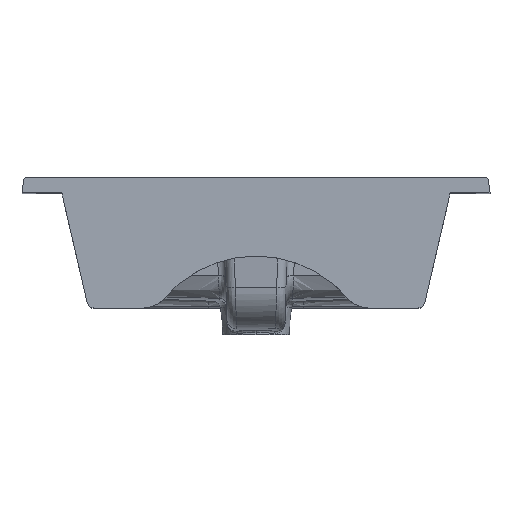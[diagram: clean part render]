
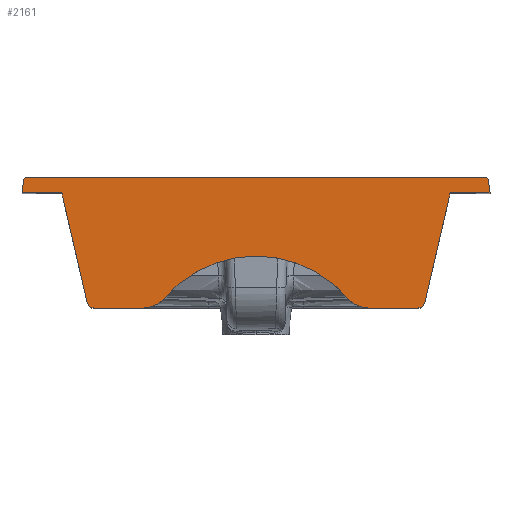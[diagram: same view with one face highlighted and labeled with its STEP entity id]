
A CAD part, top view. The second image highlights one B-rep face of the part: STEP entity #2161.
In plain terms, the highlighted planar face has unit normal (0, 0, 1).
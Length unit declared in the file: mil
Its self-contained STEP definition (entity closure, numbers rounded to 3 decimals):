
#85 = EDGE_CURVE ( 'NONE', #24837, #10491, #24023, .T. ) ;
#139 = AXIS2_PLACEMENT_3D ( 'NONE', #3558, #11369, #19223 ) ;
#507 = LINE ( 'NONE', #8361, #19735 ) ;
#1028 = DIRECTION ( 'NONE',  ( -0.225, 0.974, 0. ) ) ;
#1062 = DIRECTION ( 'NONE',  ( 0., -1., 0. ) ) ;
#1165 = AXIS2_PLACEMENT_3D ( 'NONE', #7065, #14900, #22735 ) ;
#1195 = CARTESIAN_POINT ( 'NONE',  ( 4786.987, -301.894, 6263.437 ) ) ;
#1204 = CIRCLE ( 'NONE', #1165, 314.961 ) ;
#1475 = AXIS2_PLACEMENT_3D ( 'NONE', #12709, #20547, #2958 ) ;
#1496 = CIRCLE ( 'NONE', #1475, 314.961 ) ;
#1904 = VERTEX_POINT ( 'NONE', #10779 ) ;
#2161 = ADVANCED_FACE ( 'NONE', ( #9915 ), #9763, .T. ) ;
#2162 = EDGE_CURVE ( 'NONE', #20571, #17508, #21117, .T. ) ;
#2599 = ORIENTED_EDGE ( 'NONE', *, *, #85, .T. ) ;
#2659 = ORIENTED_EDGE ( 'NONE', *, *, #24089, .T. ) ;
#2958 = DIRECTION ( 'NONE',  ( 0., -1., 0. ) ) ;
#3196 = ORIENTED_EDGE ( 'NONE', *, *, #4180, .T. ) ;
#3536 = DIRECTION ( 'NONE',  ( 0., -1., 0. ) ) ;
#3558 = CARTESIAN_POINT ( 'NONE',  ( 4786.987, 879.208, 6263.437 ) ) ;
#3568 = LINE ( 'NONE', #11377, #15583 ) ;
#3572 = DIRECTION ( 'NONE',  ( 0., 0., 1. ) ) ;
#3632 = CARTESIAN_POINT ( 'NONE',  ( 9702.995, 5089.05, 6263.437 ) ) ;
#3677 = EDGE_CURVE ( 'NONE', #12783, #5010, #8033, .T. ) ;
#3892 = CARTESIAN_POINT ( 'NONE',  ( 9925.254, 4577.239, 6263.437 ) ) ;
#3921 = DIRECTION ( 'NONE',  ( 0.123, -0.992, 0. ) ) ;
#4180 = EDGE_CURVE ( 'NONE', #23882, #15883, #20442, .T. ) ;
#4372 = CARTESIAN_POINT ( 'NONE',  ( 6855.691, -301.894, 6263.437 ) ) ;
#4458 = EDGE_CURVE ( 'NONE', #23882, #17508, #19489, .T. ) ;
#5010 = VERTEX_POINT ( 'NONE', #7651 ) ;
#5141 = VERTEX_POINT ( 'NONE', #17658 ) ;
#5649 = CARTESIAN_POINT ( 'NONE',  ( 0., -3215.28, 6263.437 ) ) ;
#6485 = LINE ( 'NONE', #14298, #18286 ) ;
#6577 = CARTESIAN_POINT ( 'NONE',  ( -3937.008, 5246.53, 6263.437 ) ) ;
#6793 = AXIS2_PLACEMENT_3D ( 'NONE', #5649, #13466, #21304 ) ;
#6894 = ORIENTED_EDGE ( 'NONE', *, *, #20972, .T. ) ;
#7065 = CARTESIAN_POINT ( 'NONE',  ( 6855.691, 13.067, 6263.437 ) ) ;
#7334 = VECTOR ( 'NONE', #23700, 39370.079 ) ;
#7370 = DIRECTION ( 'NONE',  ( 1., 0., 0. ) ) ;
#7651 = CARTESIAN_POINT ( 'NONE',  ( 8233.461, 4577.239, 6263.437 ) ) ;
#7666 = ORIENTED_EDGE ( 'NONE', *, *, #21139, .T. ) ;
#8033 = LINE ( 'NONE', #15862, #7334 ) ;
#8044 = EDGE_CURVE ( 'NONE', #17701, #18833, #17122, .T. ) ;
#8218 = CARTESIAN_POINT ( 'NONE',  ( -4786.987, -301.894, 6263.437 ) ) ;
#8361 = CARTESIAN_POINT ( 'NONE',  ( -6737.398, -301.894, 6263.437 ) ) ;
#8922 = LINE ( 'NONE', #16757, #17654 ) ;
#9399 = VERTEX_POINT ( 'NONE', #3892 ) ;
#9514 = CARTESIAN_POINT ( 'NONE',  ( -8233.461, 4577.239, 6263.437 ) ) ;
#9603 = DIRECTION ( 'NONE',  ( 0., -1., 0. ) ) ;
#9639 = DIRECTION ( 'NONE',  ( 0., 0., 1. ) ) ;
#9665 = CARTESIAN_POINT ( 'NONE',  ( -4786.987, 879.208, 6263.437 ) ) ;
#9669 = DIRECTION ( 'NONE',  ( 0., -1., 0. ) ) ;
#9724 = DIRECTION ( 'NONE',  ( 0., 0., 1. ) ) ;
#9760 = CARTESIAN_POINT ( 'NONE',  ( 0., 1264.71, 6263.437 ) ) ;
#9763 = PLANE ( 'NONE',  #21134 ) ;
#9784 = CARTESIAN_POINT ( 'NONE',  ( 3889.427, 111.492, 6263.437 ) ) ;
#9915 = FACE_OUTER_BOUND ( 'NONE', #19508, .T. ) ;
#10446 = CARTESIAN_POINT ( 'NONE',  ( 7162.567, -57.834, 6263.437 ) ) ;
#10491 = VERTEX_POINT ( 'NONE', #13157 ) ;
#10773 = LINE ( 'NONE', #18635, #22820 ) ;
#10779 = CARTESIAN_POINT ( 'NONE',  ( -9859.275, 5108.46, 6263.437 ) ) ;
#10803 = CARTESIAN_POINT ( 'NONE',  ( -9702.995, 5089.05, 6263.437 ) ) ;
#10987 = CARTESIAN_POINT ( 'NONE',  ( -9702.995, 5246.53, 6263.437 ) ) ;
#11334 = VECTOR ( 'NONE', #7370, 39370.079 ) ;
#11369 = DIRECTION ( 'NONE',  ( 0., 0., 1. ) ) ;
#11377 = CARTESIAN_POINT ( 'NONE',  ( -10206.068, 2316.289, 6263.437 ) ) ;
#12457 = EDGE_CURVE ( 'NONE', #1904, #17701, #3568, .T. ) ;
#12709 = CARTESIAN_POINT ( 'NONE',  ( -6855.691, 13.067, 6263.437 ) ) ;
#12783 = VERTEX_POINT ( 'NONE', #10446 ) ;
#13099 = AXIS2_PLACEMENT_3D ( 'NONE', #9665, #9639, #9603 ) ;
#13115 = EDGE_CURVE ( 'NONE', #21842, #1904, #20937, .T. ) ;
#13157 = CARTESIAN_POINT ( 'NONE',  ( 9702.995, 5246.53, 6263.437 ) ) ;
#13466 = DIRECTION ( 'NONE',  ( 0., 0., 1. ) ) ;
#13468 = EDGE_CURVE ( 'NONE', #15883, #17509, #507, .T. ) ;
#13578 = EDGE_CURVE ( 'NONE', #5141, #18833, #10773, .T. ) ;
#13675 = LINE ( 'NONE', #21509, #21515 ) ;
#13794 = VECTOR ( 'NONE', #14395, 39370.079 ) ;
#13824 = ORIENTED_EDGE ( 'NONE', *, *, #13578, .F. ) ;
#14022 = EDGE_CURVE ( 'NONE', #10491, #21842, #24165, .T. ) ;
#14077 = ORIENTED_EDGE ( 'NONE', *, *, #18115, .F. ) ;
#14298 = CARTESIAN_POINT ( 'NONE',  ( -6737.398, -301.894, 6263.437 ) ) ;
#14395 = DIRECTION ( 'NONE',  ( -1., 0., 0. ) ) ;
#14751 = ORIENTED_EDGE ( 'NONE', *, *, #3677, .T. ) ;
#14852 = ORIENTED_EDGE ( 'NONE', *, *, #14022, .T. ) ;
#14900 = DIRECTION ( 'NONE',  ( 0., 0., 1. ) ) ;
#15251 = ORIENTED_EDGE ( 'NONE', *, *, #13115, .T. ) ;
#15583 = VECTOR ( 'NONE', #19232, 39370.079 ) ;
#15862 = CARTESIAN_POINT ( 'NONE',  ( 9276.014, 9089.642, 6263.437 ) ) ;
#15883 = VERTEX_POINT ( 'NONE', #1195 ) ;
#16189 = DIRECTION ( 'NONE',  ( 1., 0., 0. ) ) ;
#16500 = VERTEX_POINT ( 'NONE', #22367 ) ;
#16757 = CARTESIAN_POINT ( 'NONE',  ( 0., 4577.239, 6263.437 ) ) ;
#17122 = LINE ( 'NONE', #24975, #11334 ) ;
#17508 = VERTEX_POINT ( 'NONE', #21961 ) ;
#17509 = VERTEX_POINT ( 'NONE', #4372 ) ;
#17654 = VECTOR ( 'NONE', #24610, 39370.079 ) ;
#17658 = CARTESIAN_POINT ( 'NONE',  ( -7162.567, -57.834, 6263.437 ) ) ;
#17701 = VERTEX_POINT ( 'NONE', #24400 ) ;
#18049 = AXIS2_PLACEMENT_3D ( 'NONE', #10803, #18667, #1062 ) ;
#18115 = EDGE_CURVE ( 'NONE', #24837, #9399, #13675, .T. ) ;
#18286 = VECTOR ( 'NONE', #22146, 39370.079 ) ;
#18635 = CARTESIAN_POINT ( 'NONE',  ( -9276.014, 9089.642, 6263.437 ) ) ;
#18667 = DIRECTION ( 'NONE',  ( 0., 0., 1. ) ) ;
#18833 = VERTEX_POINT ( 'NONE', #9514 ) ;
#19223 = DIRECTION ( 'NONE',  ( 0., -1., 0. ) ) ;
#19232 = DIRECTION ( 'NONE',  ( -0.123, -0.992, 0. ) ) ;
#19242 = ORIENTED_EDGE ( 'NONE', *, *, #4458, .F. ) ;
#19489 = CIRCLE ( 'NONE', #6793, 5118.11 ) ;
#19508 = EDGE_LOOP ( 'NONE', ( #2659, #21689, #19242, #3196, #20624, #7666, #14751, #19608, #14077, #2599, #14852, #15251, #25233, #21347, #13824, #6894 ) ) ;
#19608 = ORIENTED_EDGE ( 'NONE', *, *, #23555, .F. ) ;
#19735 = VECTOR ( 'NONE', #16189, 39370.079 ) ;
#20442 = CIRCLE ( 'NONE', #139, 1181.102 ) ;
#20547 = DIRECTION ( 'NONE',  ( 0., 0., 1. ) ) ;
#20571 = VERTEX_POINT ( 'NONE', #8218 ) ;
#20624 = ORIENTED_EDGE ( 'NONE', *, *, #13468, .T. ) ;
#20937 = CIRCLE ( 'NONE', #18049, 157.48 ) ;
#20972 = EDGE_CURVE ( 'NONE', #5141, #16500, #1496, .T. ) ;
#20979 = CARTESIAN_POINT ( 'NONE',  ( 9859.275, 5108.46, 6263.437 ) ) ;
#21117 = CIRCLE ( 'NONE', #13099, 1181.102 ) ;
#21134 = AXIS2_PLACEMENT_3D ( 'NONE', #9760, #9724, #9669 ) ;
#21139 = EDGE_CURVE ( 'NONE', #17509, #12783, #1204, .T. ) ;
#21304 = DIRECTION ( 'NONE',  ( -1., 0., 0. ) ) ;
#21347 = ORIENTED_EDGE ( 'NONE', *, *, #8044, .T. ) ;
#21509 = CARTESIAN_POINT ( 'NONE',  ( 10206.068, 2316.289, 6263.437 ) ) ;
#21515 = VECTOR ( 'NONE', #3921, 39370.079 ) ;
#21689 = ORIENTED_EDGE ( 'NONE', *, *, #2162, .T. ) ;
#21842 = VERTEX_POINT ( 'NONE', #10987 ) ;
#21961 = CARTESIAN_POINT ( 'NONE',  ( -3889.427, 111.492, 6263.437 ) ) ;
#22146 = DIRECTION ( 'NONE',  ( 1., 0., 0. ) ) ;
#22367 = CARTESIAN_POINT ( 'NONE',  ( -6855.691, -301.894, 6263.437 ) ) ;
#22735 = DIRECTION ( 'NONE',  ( 0., -1., 0. ) ) ;
#22820 = VECTOR ( 'NONE', #1028, 39370.079 ) ;
#23555 = EDGE_CURVE ( 'NONE', #9399, #5010, #8922, .T. ) ;
#23700 = DIRECTION ( 'NONE',  ( 0.225, 0.974, 0. ) ) ;
#23752 = AXIS2_PLACEMENT_3D ( 'NONE', #3632, #3572, #3536 ) ;
#23882 = VERTEX_POINT ( 'NONE', #9784 ) ;
#24023 = CIRCLE ( 'NONE', #23752, 157.48 ) ;
#24089 = EDGE_CURVE ( 'NONE', #16500, #20571, #6485, .T. ) ;
#24165 = LINE ( 'NONE', #6577, #13794 ) ;
#24400 = CARTESIAN_POINT ( 'NONE',  ( -9925.254, 4577.239, 6263.437 ) ) ;
#24610 = DIRECTION ( 'NONE',  ( -1., 0., 0. ) ) ;
#24837 = VERTEX_POINT ( 'NONE', #20979 ) ;
#24975 = CARTESIAN_POINT ( 'NONE',  ( 0., 4577.239, 6263.437 ) ) ;
#25233 = ORIENTED_EDGE ( 'NONE', *, *, #12457, .T. ) ;
